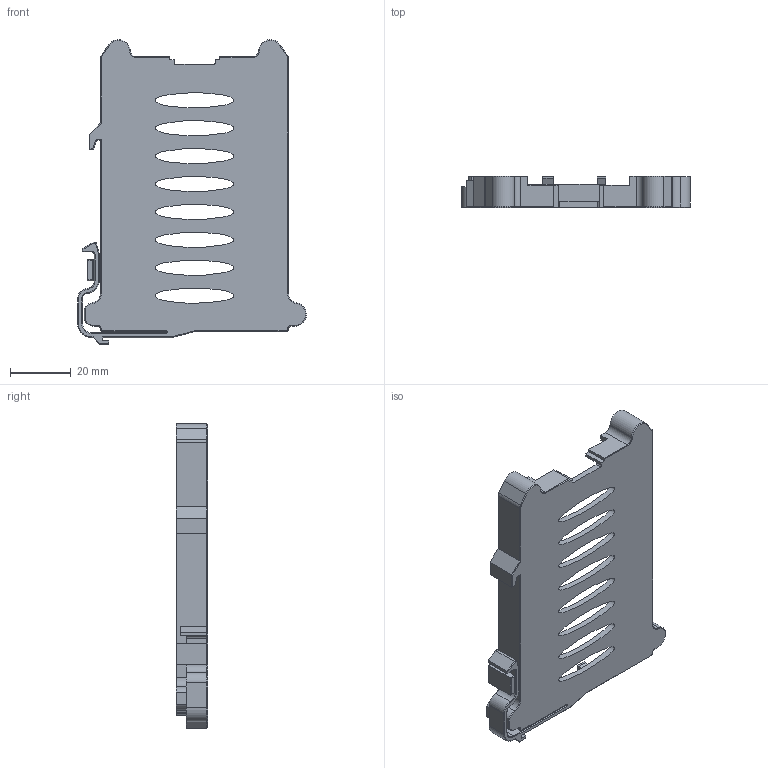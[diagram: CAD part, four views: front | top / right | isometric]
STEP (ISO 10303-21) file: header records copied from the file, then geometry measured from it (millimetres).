
FILE_DESCRIPTION(/* description */ (''),/* implementation_level */ '2;1');
FILE_NAME(/* name */ 'DIN RPi bottom.step',/* time_stamp */ '2017-08-20T14:30:38-07:00',/* author */ (''),/* organization */ (''),/* preprocessor_version */ 'ST-DEVELOPER v16.13',/* originating_system */ 'Autodesk Translation Framework v6.1.1.50',/* authorisation */ '');
FILE_SCHEMA (('AUTOMOTIVE_DESIGN { 1 0 10303 214 3 1 1 }'));
Length unit declared in the file: millimetre
Products named in the file (3): DIN RPi v26; rpi3-bottom-din; rpi3-bottom v1
Assembly tree (2 placements, depth 3):
  DIN RPi v26
    rpi3-bottom-din
      rpi3-bottom v1
Bounding box: 75.39 x 10.3 x 100.45 mm (x, y, z)
Volume: 16554.1 mm3; surface area: 18112 mm2
Topology: 1 solids, 1 shells, 259 faces, 663 edges, 418 vertices
Faces by surface type: plane 171, cylinder 44, cone 28, bspline 16
Full cylindrical faces by diameter (mm): 2.8 x8, 5.8 x4
Entity records: 7945 total; most frequent: CARTESIAN_POINT 1602, ORIENTED_EDGE 1292, DIRECTION 1291, EDGE_CURVE 646, LINE 495, VECTOR 495, VERTEX_POINT 417, AXIS2_PLACEMENT_3D 398
